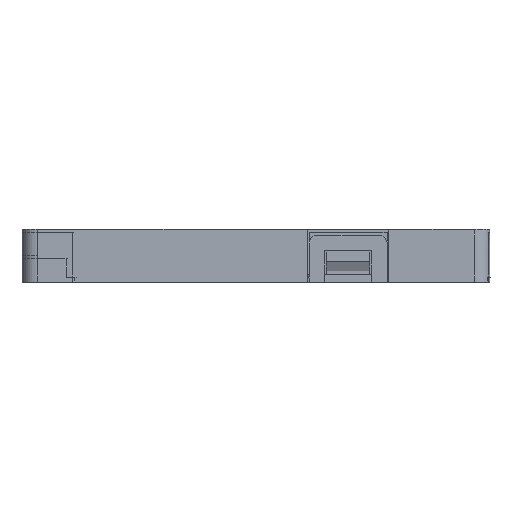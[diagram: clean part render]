
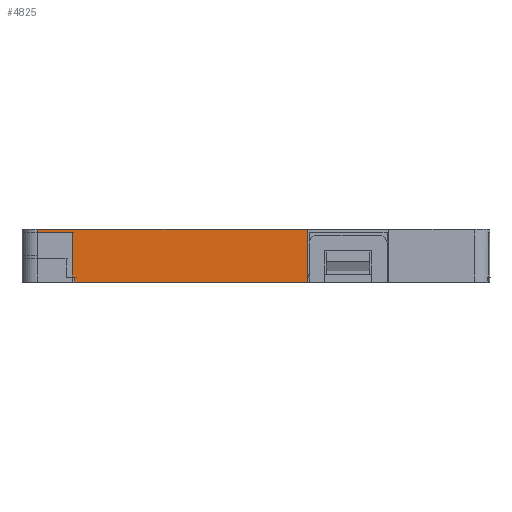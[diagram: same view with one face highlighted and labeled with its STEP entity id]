
A CAD part, top view. The second image highlights one B-rep face of the part: STEP entity #4825.
In plain terms, the highlighted planar face has unit normal (0, 0, 1).
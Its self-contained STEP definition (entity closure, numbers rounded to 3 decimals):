
#296=DIRECTION('',(1.,0.,0.));
#297=VECTOR('',#296,0.571);
#298=CARTESIAN_POINT('',(10.611,3.5,-1.));
#299=LINE('',#298,#297);
#665=DIRECTION('',(-1.,0.,0.));
#666=VECTOR('',#665,17.302);
#667=CARTESIAN_POINT('',(26.091,6.6,-1.));
#668=LINE('',#667,#666);
#1059=DIRECTION('',(0.,-1.,0.));
#1060=VECTOR('',#1059,0.3);
#1061=CARTESIAN_POINT('',(11.183,3.5,-1.));
#1062=LINE('',#1061,#1060);
#1076=DIRECTION('',(1.,0.,0.));
#1077=VECTOR('',#1076,14.908);
#1078=CARTESIAN_POINT('',(11.183,3.2,-1.));
#1079=LINE('',#1078,#1077);
#1080=DIRECTION('',(0.,-1.,0.));
#1081=VECTOR('',#1080,3.4);
#1082=CARTESIAN_POINT('',(26.091,6.6,
-1.));
#1083=LINE('',#1082,#1081);
#1084=DIRECTION('',(0.,1.,0.));
#1085=VECTOR('',#1084,1.2);
#1086=CARTESIAN_POINT('',(10.611,3.5,-1.));
#1087=LINE('',#1086,#1085);
#1088=DIRECTION('',(0.001,1.,0.));
#1089=VECTOR('',#1088,0.2);
#1090=CARTESIAN_POINT('',(8.79,4.7,
-1.));
#1091=LINE('',#1090,#1089);
#1160=DIRECTION('',(0.001,-1.,0.));
#1161=VECTOR('',#1160,1.7);
#1162=CARTESIAN_POINT('',(8.789,6.6,
-1.));
#1163=LINE('',#1162,#1161);
#1182=DIRECTION('',(1.,0.,0.));
#1183=VECTOR('',#1182,1.821);
#1184=CARTESIAN_POINT('',(8.79,4.7,
-1.));
#1185=LINE('',#1184,#1183);
#2913=CARTESIAN_POINT('',(10.611,3.5,-1.));
#2914=VERTEX_POINT('',#2913);
#2915=CARTESIAN_POINT('',(11.183,3.5,-1.));
#2916=VERTEX_POINT('',#2915);
#3104=CARTESIAN_POINT('',(26.091,3.2,-1.));
#3105=VERTEX_POINT('',#3104);
#3106=CARTESIAN_POINT('',(26.091,6.6,
-1.));
#3107=VERTEX_POINT('',#3106);
#3130=CARTESIAN_POINT('',(8.789,6.6,
-1.));
#3131=VERTEX_POINT('',#3130);
#3182=CARTESIAN_POINT('',(11.183,3.2,-1.));
#3183=VERTEX_POINT('',#3182);
#3184=CARTESIAN_POINT('',(10.611,4.7,
-1.));
#3185=VERTEX_POINT('',#3184);
#3186=CARTESIAN_POINT('',(8.79,4.7,
-1.));
#3187=VERTEX_POINT('',#3186);
#3188=CARTESIAN_POINT('',(8.79,4.9,
-1.));
#3189=VERTEX_POINT('',#3188);
#4805=CARTESIAN_POINT('',(37.791,2.7,-1.));
#4806=DIRECTION('',(0.,0.,1.));
#4807=DIRECTION('',(-1.,0.,0.));
#4808=AXIS2_PLACEMENT_3D('',#4805,#4806,#4807);
#4809=PLANE('',#4808);
#4810=ORIENTED_EDGE('',*,*,#4523,.T.);
#4811=ORIENTED_EDGE('',*,*,#4800,.F.);
#4812=ORIENTED_EDGE('',*,*,#4785,.F.);
#4813=ORIENTED_EDGE('',*,*,#3826,.F.);
#4815=ORIENTED_EDGE('',*,*,#4814,.T.);
#4817=ORIENTED_EDGE('',*,*,#4816,.F.);
#4819=ORIENTED_EDGE('',*,*,#4818,.T.);
#4821=ORIENTED_EDGE('',*,*,#4820,.F.);
#4822=ORIENTED_EDGE('',*,*,#4290,.F.);
#4823=EDGE_LOOP('',(#4810,#4811,#4812,#4813,#4815,#4817,#4819,#4821,#4822));
#4824=FACE_OUTER_BOUND('',#4823,.F.);
#4825=ADVANCED_FACE('',(#4824),#4809,.T.);
#3826=EDGE_CURVE('',#2914,#2916,#299,.T.);
#4290=EDGE_CURVE('',#3107,#3131,#668,.T.);
#4523=EDGE_CURVE('',#3107,#3105,#1083,.T.);
#4785=EDGE_CURVE('',#2916,#3183,#1062,.T.);
#4800=EDGE_CURVE('',#3183,#3105,#1079,.T.);
#4814=EDGE_CURVE('',#2914,#3185,#1087,.T.);
#4816=EDGE_CURVE('',#3187,#3185,#1185,.T.);
#4818=EDGE_CURVE('',#3187,#3189,#1091,.T.);
#4820=EDGE_CURVE('',#3131,#3189,#1163,.T.);
